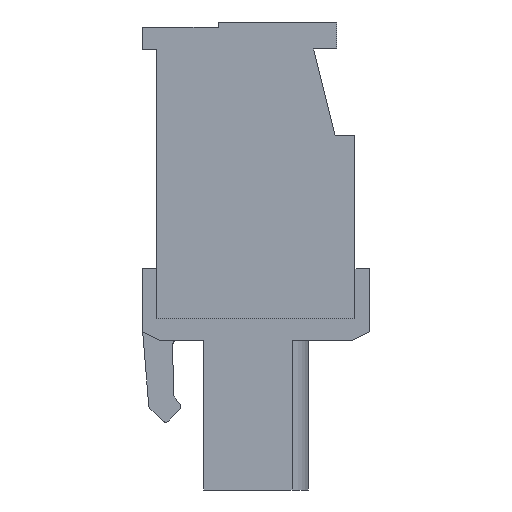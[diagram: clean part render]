
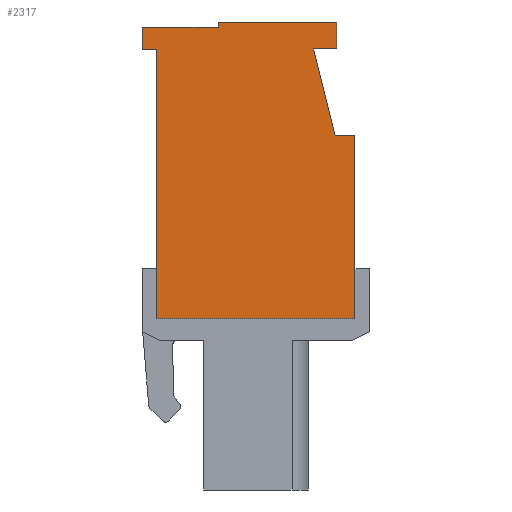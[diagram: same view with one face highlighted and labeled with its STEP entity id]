
A CAD part, left-side view. The second image highlights one B-rep face of the part: STEP entity #2317.
In plain terms, the highlighted planar face has unit normal (-1, 0, 0).
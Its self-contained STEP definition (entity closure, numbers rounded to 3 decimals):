
#2317 = ADVANCED_FACE( '', ( #4771 ), #4772, .T. );
#4771 = FACE_OUTER_BOUND( '', #7395, .T. );
#4772 = PLANE( '', #7396 );
#7395 = EDGE_LOOP( '', ( #13771, #13772, #13773, #13774, #13775, #13776, #13777, #13778, #13779, #13780, #13781, #13782 ) );
#7396 = AXIS2_PLACEMENT_3D( '', #13783, #13784, #13785 );
#13771 = ORIENTED_EDGE( '', *, *, #18781, .T. );
#13772 = ORIENTED_EDGE( '', *, *, #18782, .T. );
#13773 = ORIENTED_EDGE( '', *, *, #18201, .T. );
#13774 = ORIENTED_EDGE( '', *, *, #18499, .T. );
#13775 = ORIENTED_EDGE( '', *, *, #18310, .T. );
#13776 = ORIENTED_EDGE( '', *, *, #18671, .T. );
#13777 = ORIENTED_EDGE( '', *, *, #18783, .T. );
#13778 = ORIENTED_EDGE( '', *, *, #18571, .T. );
#13779 = ORIENTED_EDGE( '', *, *, #17853, .T. );
#13780 = ORIENTED_EDGE( '', *, *, #18198, .T. );
#13781 = ORIENTED_EDGE( '', *, *, #16616, .T. );
#13782 = ORIENTED_EDGE( '', *, *, #18210, .T. );
#13783 = CARTESIAN_POINT( '', ( -17.5, 0., 0. ) );
#13784 = DIRECTION( '', ( -1., 0., 0. ) );
#13785 = DIRECTION( '', ( 0., 0., 1. ) );
#16616 = EDGE_CURVE( '', #20180, #20181, #20182, .T. );
#17853 = EDGE_CURVE( '', #22167, #22165, #22168, .T. );
#18198 = EDGE_CURVE( '', #22165, #20180, #22648, .T. );
#18201 = EDGE_CURVE( '', #22651, #22652, #22653, .T. );
#18210 = EDGE_CURVE( '', #20181, #22666, #22667, .T. );
#18310 = EDGE_CURVE( '', #22806, #22807, #22808, .T. );
#18499 = EDGE_CURVE( '', #22652, #22806, #23062, .T. );
#18571 = EDGE_CURVE( '', #23136, #22167, #23151, .T. );
#18671 = EDGE_CURVE( '', #22807, #23276, #23277, .T. );
#18781 = EDGE_CURVE( '', #22666, #23408, #23409, .T. );
#18782 = EDGE_CURVE( '', #23408, #22651, #23410, .T. );
#18783 = EDGE_CURVE( '', #23276, #23136, #23411, .T. );
#20180 = VERTEX_POINT( '', #25290 );
#20181 = VERTEX_POINT( '', #25291 );
#20182 = LINE( '', #25292, #25293 );
#22165 = VERTEX_POINT( '', #28189 );
#22167 = VERTEX_POINT( '', #28192 );
#22168 = LINE( '', #28193, #28194 );
#22648 = LINE( '', #28911, #28912 );
#22651 = VERTEX_POINT( '', #28916 );
#22652 = VERTEX_POINT( '', #28917 );
#22653 = LINE( '', #28918, #28919 );
#22666 = VERTEX_POINT( '', #28937 );
#22667 = LINE( '', #28938, #28939 );
#22806 = VERTEX_POINT( '', #29146 );
#22807 = VERTEX_POINT( '', #29147 );
#22808 = LINE( '', #29148, #29149 );
#23062 = LINE( '', #29516, #29517 );
#23136 = VERTEX_POINT( '', #29625 );
#23151 = LINE( '', #29653, #29654 );
#23276 = VERTEX_POINT( '', #29842 );
#23277 = LINE( '', #29843, #29844 );
#23408 = VERTEX_POINT( '', #30038 );
#23409 = LINE( '', #30039, #30040 );
#23410 = LINE( '', #30041, #30042 );
#23411 = LINE( '', #30043, #30044 );
#25290 = CARTESIAN_POINT( '', ( -17.5, -4.4, 2.725 ) );
#25291 = CARTESIAN_POINT( '', ( -17.5, -3.2, 7.525 ) );
#25292 = CARTESIAN_POINT( '', ( -17.5, -4.4, 2.725 ) );
#25293 = VECTOR( '', #31203, 1000. );
#28189 = CARTESIAN_POINT( '', ( -17.5, -5.5, 2.725 ) );
#28192 = CARTESIAN_POINT( '', ( -17.5, -5.5, -7.475 ) );
#28193 = CARTESIAN_POINT( '', ( -17.5, -5.5, -7.475 ) );
#28194 = VECTOR( '', #32349, 1000. );
#28911 = CARTESIAN_POINT( '', ( -17.5, -5.5, 2.725 ) );
#28912 = VECTOR( '', #32659, 1000. );
#28916 = CARTESIAN_POINT( '', ( -17.5, 2.1, 9.025 ) );
#28917 = CARTESIAN_POINT( '', ( -17.5, 2.1, 8.725 ) );
#28918 = CARTESIAN_POINT( '', ( -17.5, 2.1, 9.025 ) );
#28919 = VECTOR( '', #32661, 1000. );
#28937 = CARTESIAN_POINT( '', ( -17.5, -4.5, 7.525 ) );
#28938 = CARTESIAN_POINT( '', ( -17.5, -3.2, 7.525 ) );
#28939 = VECTOR( '', #32670, 1000. );
#29146 = CARTESIAN_POINT( '', ( -17.5, 6.3, 8.725 ) );
#29147 = CARTESIAN_POINT( '', ( -17.5, 6.3, 7.475 ) );
#29148 = CARTESIAN_POINT( '', ( -17.5, 6.3, 8.725 ) );
#29149 = VECTOR( '', #32745, 1000. );
#29516 = CARTESIAN_POINT( '', ( -17.5, 2.1, 8.725 ) );
#29517 = VECTOR( '', #32898, 1000. );
#29625 = CARTESIAN_POINT( '', ( -17.5, 5.5, -7.475 ) );
#29653 = CARTESIAN_POINT( '', ( -17.5, 5.5, -7.475 ) );
#29654 = VECTOR( '', #32967, 1000. );
#29842 = CARTESIAN_POINT( '', ( -17.5, 5.5, 7.475 ) );
#29843 = CARTESIAN_POINT( '', ( -17.5, 6.3, 7.475 ) );
#29844 = VECTOR( '', #33046, 1000. );
#30038 = CARTESIAN_POINT( '', ( -17.5, -4.5, 9.025 ) );
#30039 = CARTESIAN_POINT( '', ( -17.5, -4.5, 7.525 ) );
#30040 = VECTOR( '', #33125, 1000. );
#30041 = CARTESIAN_POINT( '', ( -17.5, -4.5, 9.025 ) );
#30042 = VECTOR( '', #33126, 1000. );
#30043 = CARTESIAN_POINT( '', ( -17.5, 5.5, 7.475 ) );
#30044 = VECTOR( '', #33127, 1000. );
#31203 = DIRECTION( '', ( 0., 0.243, 0.97 ) );
#32349 = DIRECTION( '', ( 0., 0., 1. ) );
#32659 = DIRECTION( '', ( 0., 1., 0. ) );
#32661 = DIRECTION( '', ( 0., 0., -1. ) );
#32670 = DIRECTION( '', ( 0., -1., 0. ) );
#32745 = DIRECTION( '', ( 0., 0., -1. ) );
#32898 = DIRECTION( '', ( 0., 1., 0. ) );
#32967 = DIRECTION( '', ( 0., -1., 0. ) );
#33046 = DIRECTION( '', ( 0., -1., 0. ) );
#33125 = DIRECTION( '', ( 0., 0., 1. ) );
#33126 = DIRECTION( '', ( 0., 1., 0. ) );
#33127 = DIRECTION( '', ( 0., 0., -1. ) );
